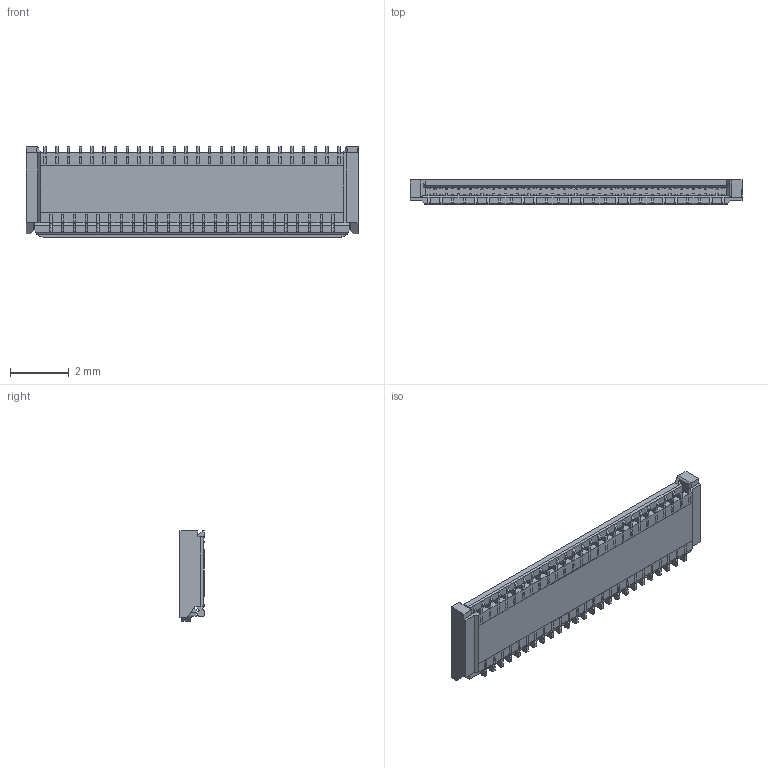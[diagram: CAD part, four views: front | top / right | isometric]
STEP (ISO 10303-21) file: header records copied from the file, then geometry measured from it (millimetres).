
FILE_DESCRIPTION (( 'STEP AP203' ),'1' );
FILE_NAME ('K3D-FR02C051JA1_v04_JAE_Proprietary.step','2021-03-28T23:47:18',( '' ),( '' ),'SwSTEP 2.0','SolidWorks 2018','' );
FILE_SCHEMA (( 'CONFIG_CONTROL_DESIGN' ));
Length unit declared in the file: millimetre
Products named in the file (1): K3D-FR02C051JA1_v04_JAE_Proprietary
Bounding box: 11.3 x 0.82 x 3.07 mm (x, y, z)
Volume: 19.5 mm3; surface area: 139.4 mm2
Topology: 1 solids, 1 shells, 2025 faces, 5782 edges, 3862 vertices
Faces by surface type: plane 1271, cylinder 750, cone 4
Entity records: 45152 total; most frequent: ORIENTED_EDGE 11564, CARTESIAN_POINT 7355, EDGE_CURVE 5782, VERTEX_POINT 3862, LINE 3619, AXIS2_PLACEMENT_3D 2967, EDGE_LOOP 2230, FACE_OUTER_BOUND 2025
